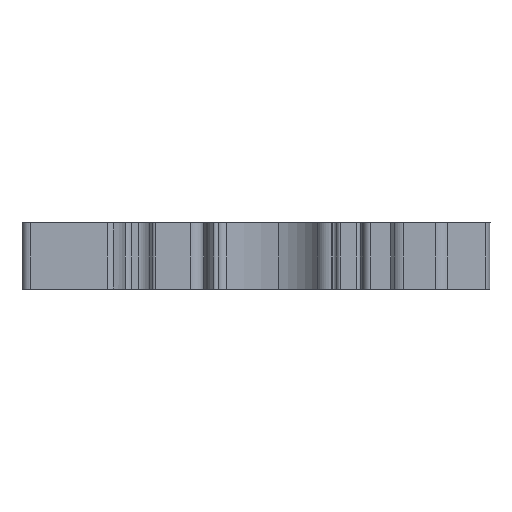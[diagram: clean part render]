
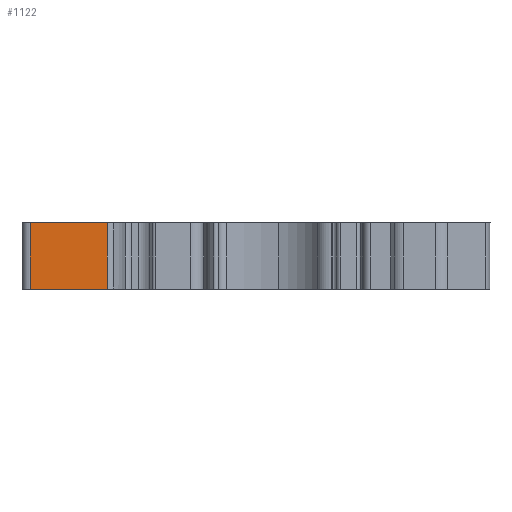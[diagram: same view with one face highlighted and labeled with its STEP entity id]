
A CAD part, front view. The second image highlights one B-rep face of the part: STEP entity #1122.
In plain terms, the highlighted planar face has unit normal (0, -1, 0).
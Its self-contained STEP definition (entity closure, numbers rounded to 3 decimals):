
#416=FACE_OUTER_BOUND('',#4728,.T.);
#1122=ADVANCED_FACE('',(#416),#1633,.F.);
#1633=PLANE('',#11307);
#2239=LINE('',#14526,#3308);
#2348=LINE('',#14907,#3417);
#2663=LINE('',#15865,#3732);
#2664=LINE('',#15867,#3733);
#3308=VECTOR('',#11795,1.);
#3417=VECTOR('',#12064,1.);
#3732=VECTOR('',#12983,1.);
#3733=VECTOR('',#12986,1.);
#4728=EDGE_LOOP('',(#6411,#6412,#6413,#6414));
#6411=ORIENTED_EDGE('',*,*,#9848,.F.);
#6412=ORIENTED_EDGE('',*,*,#9439,.T.);
#6413=ORIENTED_EDGE('',*,*,#9849,.T.);
#6414=ORIENTED_EDGE('',*,*,#9251,.F.);
#8241=VERTEX_POINT('',#14525);
#8242=VERTEX_POINT('',#14527);
#8429=VERTEX_POINT('',#14906);
#8430=VERTEX_POINT('',#14908);
#9251=EDGE_CURVE('',#8241,#8242,#2239,.T.);
#9439=EDGE_CURVE('',#8430,#8429,#2348,.T.);
#9848=EDGE_CURVE('',#8430,#8241,#2663,.T.);
#9849=EDGE_CURVE('',#8429,#8242,#2664,.T.);
#11307=AXIS2_PLACEMENT_3D('',#15868,#12987,#12988);
#11795=DIRECTION('',(1.,0.,0.));
#12064=DIRECTION('',(1.,0.,0.));
#12983=DIRECTION('',(0.,0.,1.));
#12986=DIRECTION('',(0.,0.,1.));
#12987=DIRECTION('',(0.,1.,0.));
#12988=DIRECTION('',(1.,0.,0.));
#14525=CARTESIAN_POINT('',(-65.518,9.967,-0.05));
#14526=CARTESIAN_POINT('',(-36.352,9.967,-0.05));
#14527=CARTESIAN_POINT('',(-55.968,9.967,-0.05));
#14906=CARTESIAN_POINT('',(-55.968,9.967,-8.25));
#14907=CARTESIAN_POINT('',(-36.352,9.967,-8.25));
#14908=CARTESIAN_POINT('',(-65.518,9.967,-8.25));
#15865=CARTESIAN_POINT('',(-65.518,9.967,-10.05));
#15867=CARTESIAN_POINT('',(-55.968,9.967,-10.05));
#15868=CARTESIAN_POINT('',(-65.518,9.967,-8.2));
